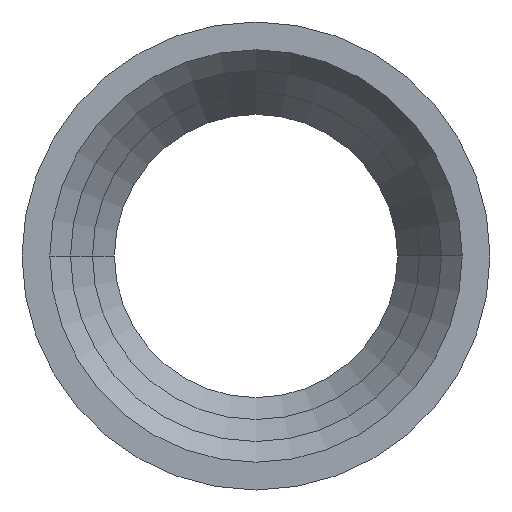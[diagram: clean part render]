
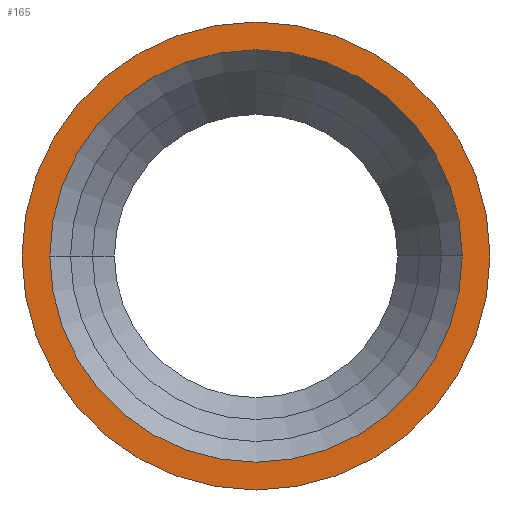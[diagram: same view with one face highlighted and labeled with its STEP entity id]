
A CAD part, left-side view. The second image highlights one B-rep face of the part: STEP entity #165.
In plain terms, the highlighted planar face has unit normal (-1, 0, 0).
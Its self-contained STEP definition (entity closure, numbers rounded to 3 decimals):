
#151 = VERTEX_POINT( '', #414 );
#165 = ADVANCED_FACE( '', ( #428, #429 ), #430, .T. );
#193 = VERTEX_POINT( '', #462 );
#195 = EDGE_CURVE( '', #239, #151, #464, .T. );
#197 = EDGE_CURVE( '', #243, #193, #466, .T. );
#239 = VERTEX_POINT( '', #514 );
#243 = VERTEX_POINT( '', #519 );
#271 = EDGE_CURVE( '', #151, #239, #552, .T. );
#377 = EDGE_CURVE( '', #193, #243, #667, .T. );
#414 = CARTESIAN_POINT( '', ( 0., 80., 0. ) );
#428 = FACE_BOUND( '', #720, .T. );
#429 = FACE_OUTER_BOUND( '', #721, .T. );
#430 = PLANE( '', #722 );
#462 = CARTESIAN_POINT( '', ( 0., 70.5, 0. ) );
#464 = CIRCLE( '', #770, 80. );
#466 = CIRCLE( '', #773, 70.5 );
#514 = CARTESIAN_POINT( '', ( 0., -80., 0. ) );
#519 = CARTESIAN_POINT( '', ( 0., -70.5, 0. ) );
#552 = CIRCLE( '', #875, 80. );
#667 = CIRCLE( '', #1036, 70.5 );
#720 = EDGE_LOOP( '', ( #1076, #1077 ) );
#721 = EDGE_LOOP( '', ( #1078, #1079 ) );
#722 = AXIS2_PLACEMENT_3D( '', #1080, #1081, #1082 );
#770 = AXIS2_PLACEMENT_3D( '', #1116, #1117, #1118 );
#773 = AXIS2_PLACEMENT_3D( '', #1119, #1120, #1121 );
#875 = AXIS2_PLACEMENT_3D( '', #1247, #1248, #1249 );
#1036 = AXIS2_PLACEMENT_3D( '', #1382, #1383, #1384 );
#1076 = ORIENTED_EDGE( '', *, *, #377, .F. );
#1077 = ORIENTED_EDGE( '', *, *, #197, .F. );
#1078 = ORIENTED_EDGE( '', *, *, #271, .T. );
#1079 = ORIENTED_EDGE( '', *, *, #195, .T. );
#1080 = CARTESIAN_POINT( '', ( 0., 75.25, 0. ) );
#1081 = DIRECTION( '', ( -1., 0., 0. ) );
#1082 = DIRECTION( '', ( 0., 1., 0. ) );
#1116 = CARTESIAN_POINT( '', ( 0., 0., 0. ) );
#1117 = DIRECTION( '', ( -1., 0., 0. ) );
#1118 = DIRECTION( '', ( 0., 1., 0. ) );
#1119 = CARTESIAN_POINT( '', ( 0., 0., 0. ) );
#1120 = DIRECTION( '', ( -1., 0., 0. ) );
#1121 = DIRECTION( '', ( 0., 1., 0. ) );
#1247 = CARTESIAN_POINT( '', ( 0., 0., 0. ) );
#1248 = DIRECTION( '', ( -1., 0., 0. ) );
#1249 = DIRECTION( '', ( 0., 1., 0. ) );
#1382 = CARTESIAN_POINT( '', ( 0., 0., 0. ) );
#1383 = DIRECTION( '', ( -1., 0., 0. ) );
#1384 = DIRECTION( '', ( 0., 1., 0. ) );
